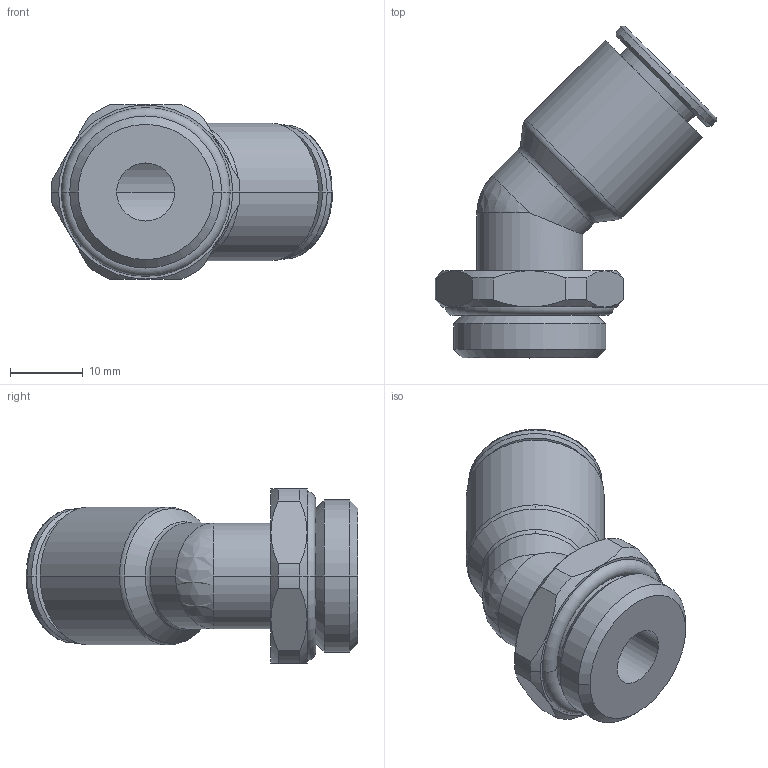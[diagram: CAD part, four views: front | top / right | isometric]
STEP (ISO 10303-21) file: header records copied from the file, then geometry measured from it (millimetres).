
FILE_DESCRIPTION(('STEP AP214'),'1');
FILE_NAME('3133_12_21.stp','2016-07-07T14:58:57',('TraceParts'),('TraceParts S.A.'),'Spatial InterOp 3D',' ',' ');
FILE_SCHEMA(('automotive_design'));
Length unit declared in the file: millimetre
Products named in the file (1): 1
Bounding box: 38.77 x 45.75 x 24 mm (x, y, z)
Volume: 8593.8 mm3; surface area: 5638.4 mm2
Topology: 1 solids, 1 shells, 76 faces, 185 edges, 110 vertices
Faces by surface type: cylinder 28, cone 24, plane 13, torus 8, sphere 3
Entity records: 2280 total; most frequent: CARTESIAN_POINT 496, DIRECTION 415, ORIENTED_EDGE 358, AXIS2_PLACEMENT_3D 185, EDGE_CURVE 179, VERTEX_POINT 110, CIRCLE 104, EDGE_LOOP 83
